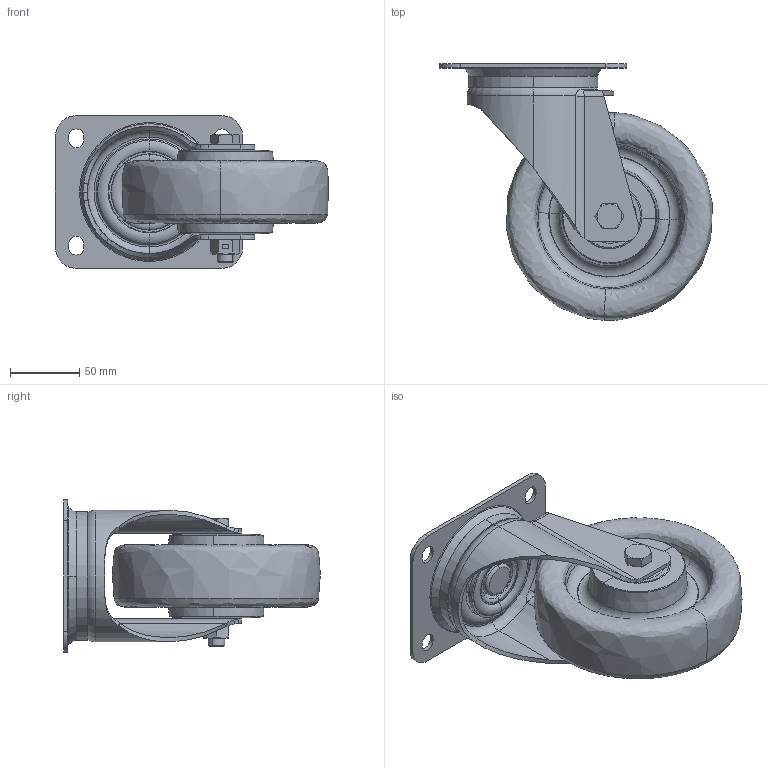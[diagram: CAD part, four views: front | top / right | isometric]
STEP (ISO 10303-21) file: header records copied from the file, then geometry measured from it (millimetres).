
FILE_DESCRIPTION (( 'STEP AP214' ), '1' );
FILE_NAME ('0055639.step', '2023-06-09T10:08:15', ( '' ), ( '' ), 'SwSTEP 2.0', 'SolidWorks 2020', '' );
FILE_SCHEMA (( 'AUTOMOTIVE_DESIGN' ));
Length unit declared in the file: millimetre
Products named in the file (1): 0055639
Bounding box: 196.85 x 184.89 x 110 mm (x, y, z)
Volume: 785702.1 mm3; surface area: 271997.9 mm2
Topology: 30 solids, 30 shells, 587 faces, 1345 edges, 813 vertices
Faces by surface type: torus 150, plane 147, cylinder 130, cone 90, bspline 46, sphere 24
Entity records: 27547 total; most frequent: CARTESIAN_POINT 7748, DIRECTION 2876, ORIENTED_EDGE 2594, EDGE_CURVE 1297, AXIS2_PLACEMENT_3D 1248, VERTEX_POINT 789, CIRCLE 706, EDGE_LOOP 654
